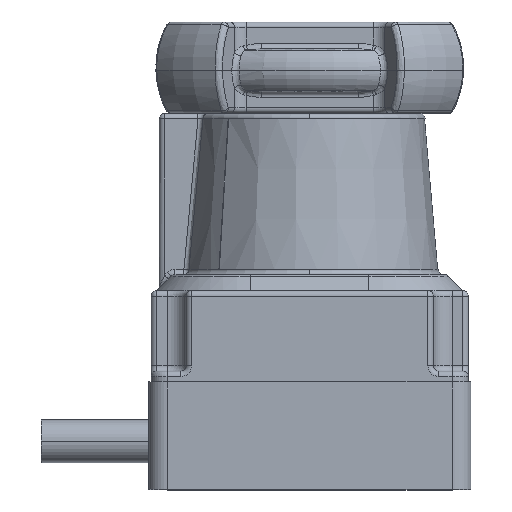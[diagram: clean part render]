
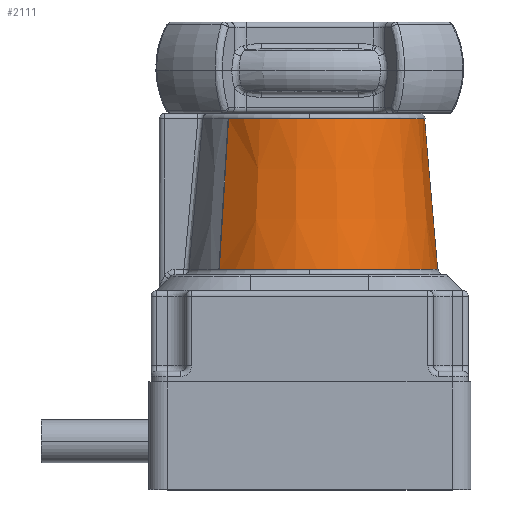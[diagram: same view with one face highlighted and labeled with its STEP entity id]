
A CAD part, top view. The second image highlights one B-rep face of the part: STEP entity #2111.
In plain terms, the highlighted conical face has half-angle 5 degrees and reference radius 21.362 mm.
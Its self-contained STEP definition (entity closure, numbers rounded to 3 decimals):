
#66 = CARTESIAN_POINT ( 'NONE',  ( 0., 69., 0. ) ) ;
#444 = EDGE_CURVE ( 'NONE', #11296, #1627, #19350, .T. ) ;
#849 = ORIENTED_EDGE ( 'NONE', *, *, #17473, .F. ) ;
#1402 = ORIENTED_EDGE ( 'NONE', *, *, #20553, .F. ) ;
#1627 = VERTEX_POINT ( 'NONE', #10512 ) ;
#1845 = EDGE_CURVE ( 'NONE', #19634, #11296, #18081, .T. ) ;
#2111 = ADVANCED_FACE ( 'NONE', ( #18581 ), #16506, .T. ) ;
#2801 = ORIENTED_EDGE ( 'NONE', *, *, #1845, .T. ) ;
#3429 = DIRECTION ( 'NONE',  ( -0.062, -0.996, 0.062 ) ) ;
#3709 = DIRECTION ( 'NONE',  ( 0., -1., 0. ) ) ;
#5132 = VECTOR ( 'NONE', #15827, 1000. ) ;
#5409 = AXIS2_PLACEMENT_3D ( 'NONE', #66, #6687, #10093 ) ;
#6687 = DIRECTION ( 'NONE',  ( 0., -1., 0. ) ) ;
#6713 = CARTESIAN_POINT ( 'NONE',  ( -16.838, 41., 16.838 ) ) ;
#7928 = CARTESIAN_POINT ( 'NONE',  ( 0., 69., 0. ) ) ;
#9537 = LINE ( 'NONE', #14146, #5132 ) ;
#9582 = DIRECTION ( 'NONE',  ( 1., 0., 0. ) ) ;
#10093 = DIRECTION ( 'NONE',  ( 1., 0., 0. ) ) ;
#10512 = CARTESIAN_POINT ( 'NONE',  ( -16.838, 41., 16.838 ) ) ;
#10657 = AXIS2_PLACEMENT_3D ( 'NONE', #7928, #19464, #9582 ) ;
#11296 = VERTEX_POINT ( 'NONE', #17553 ) ;
#11404 = VERTEX_POINT ( 'NONE', #12763 ) ;
#12763 = CARTESIAN_POINT ( 'NONE',  ( 23.812, 41., 0. ) ) ;
#12834 = EDGE_LOOP ( 'NONE', ( #1402, #2801, #19146, #849 ) ) ;
#13607 = CARTESIAN_POINT ( 'NONE',  ( 0., 41., 0. ) ) ;
#13639 = AXIS2_PLACEMENT_3D ( 'NONE', #13607, #3709, #15289 ) ;
#14146 = CARTESIAN_POINT ( 'NONE',  ( 21.362, 69., 0. ) ) ;
#14407 = CARTESIAN_POINT ( 'NONE',  ( 21.362, 69., 0. ) ) ;
#14948 = VECTOR ( 'NONE', #3429, 1000. ) ;
#15289 = DIRECTION ( 'NONE',  ( 1., 0., 0. ) ) ;
#15827 = DIRECTION ( 'NONE',  ( 0.087, -0.996, 0. ) ) ;
#16506 = CONICAL_SURFACE ( 'NONE', #5409, 21.362, 0.087 ) ;
#17473 = EDGE_CURVE ( 'NONE', #11404, #1627, #18645, .T. ) ;
#17553 = CARTESIAN_POINT ( 'NONE',  ( -15.106, 69., 15.106 ) ) ;
#18081 = CIRCLE ( 'NONE', #10657, 21.362 ) ;
#18581 = FACE_OUTER_BOUND ( 'NONE', #12834, .T. ) ;
#18645 = CIRCLE ( 'NONE', #13639, 23.812 ) ;
#19146 = ORIENTED_EDGE ( 'NONE', *, *, #444, .T. ) ;
#19350 = LINE ( 'NONE', #6713, #14948 ) ;
#19464 = DIRECTION ( 'NONE',  ( 0., -1., 0. ) ) ;
#19634 = VERTEX_POINT ( 'NONE', #14407 ) ;
#20553 = EDGE_CURVE ( 'NONE', #19634, #11404, #9537, .T. ) ;
